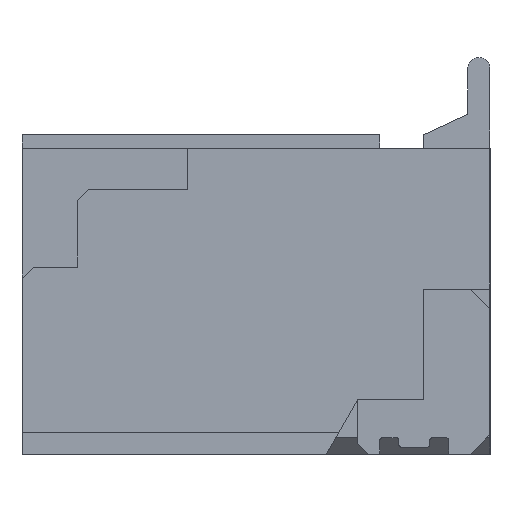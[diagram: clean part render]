
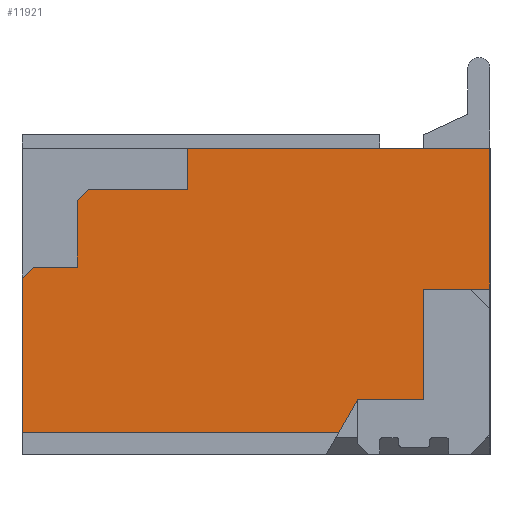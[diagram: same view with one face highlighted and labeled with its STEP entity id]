
A CAD part, left-side view. The second image highlights one B-rep face of the part: STEP entity #11921.
In plain terms, the highlighted planar face has unit normal (-1, 0, 0).
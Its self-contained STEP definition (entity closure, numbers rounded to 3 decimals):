
#372 = EDGE_CURVE ( 'NONE', #2974, #6539, #5235, .T. ) ;
#423 = LINE ( 'NONE', #11598, #4732 ) ;
#535 = DIRECTION ( 'NONE',  ( 0., 0., -1. ) ) ;
#546 = LINE ( 'NONE', #5641, #1606 ) ;
#687 = VERTEX_POINT ( 'NONE', #1937 ) ;
#744 = VERTEX_POINT ( 'NONE', #12507 ) ;
#770 = LINE ( 'NONE', #2654, #852 ) ;
#776 = EDGE_CURVE ( 'NONE', #5198, #6101, #12183, .T. ) ;
#791 = VECTOR ( 'NONE', #12383, 1000. ) ;
#801 = EDGE_CURVE ( 'NONE', #6101, #1268, #8889, .T. ) ;
#852 = VECTOR ( 'NONE', #12769, 1000. ) ;
#911 = LINE ( 'NONE', #1048, #7170 ) ;
#1048 = CARTESIAN_POINT ( 'NONE',  ( -4.5, 0.489, 0.282 ) ) ;
#1059 = EDGE_CURVE ( 'NONE', #10973, #10252, #1127, .T. ) ;
#1127 = LINE ( 'NONE', #8288, #791 ) ;
#1267 = CARTESIAN_POINT ( 'NONE',  ( -4.5, 3.65, 0.95 ) ) ;
#1268 = VERTEX_POINT ( 'NONE', #13180 ) ;
#1321 = CARTESIAN_POINT ( 'NONE',  ( -4.5, 3.75, 0.85 ) ) ;
#1587 = ORIENTED_EDGE ( 'NONE', *, *, #3247, .T. ) ;
#1606 = VECTOR ( 'NONE', #5510, 1000. ) ;
#1868 = ORIENTED_EDGE ( 'NONE', *, *, #5620, .F. ) ;
#1937 = CARTESIAN_POINT ( 'NONE',  ( -4.5, 3.75, 0.25 ) ) ;
#1951 = ORIENTED_EDGE ( 'NONE', *, *, #4964, .F. ) ;
#1981 = CARTESIAN_POINT ( 'NONE',  ( -4.5, 0.6, 0.05 ) ) ;
#2010 = CARTESIAN_POINT ( 'NONE',  ( -4.5, 0., 0.05 ) ) ;
#2189 = CARTESIAN_POINT ( 'NONE',  ( -4.5, 1.2, -0.95 ) ) ;
#2241 = DIRECTION ( 'NONE',  ( -1., 0., 0. ) ) ;
#2654 = CARTESIAN_POINT ( 'NONE',  ( -4.5, 4.25, 1.45 ) ) ;
#2727 = VERTEX_POINT ( 'NONE', #10179 ) ;
#2958 = CARTESIAN_POINT ( 'NONE',  ( -4.5, 0., 0.95 ) ) ;
#2974 = VERTEX_POINT ( 'NONE', #5695 ) ;
#3247 = EDGE_CURVE ( 'NONE', #687, #2727, #8295, .T. ) ;
#3419 = DIRECTION ( 'NONE',  ( 0., 0., 1. ) ) ;
#3486 = EDGE_CURVE ( 'NONE', #8418, #10252, #911, .T. ) ;
#3582 = EDGE_CURVE ( 'NONE', #4653, #687, #6359, .T. ) ;
#3629 = DIRECTION ( 'NONE',  ( 0., 0., -1. ) ) ;
#3689 = CARTESIAN_POINT ( 'NONE',  ( -4.5, 0., 0.05 ) ) ;
#4084 = ORIENTED_EDGE ( 'NONE', *, *, #10064, .F. ) ;
#4432 = VECTOR ( 'NONE', #535, 1000. ) ;
#4457 = EDGE_CURVE ( 'NONE', #2727, #5572, #6965, .T. ) ;
#4567 = ORIENTED_EDGE ( 'NONE', *, *, #3582, .T. ) ;
#4653 = VERTEX_POINT ( 'NONE', #1321 ) ;
#4732 = VECTOR ( 'NONE', #8645, 1000. ) ;
#4748 = VECTOR ( 'NONE', #13238, 1000. ) ;
#4964 = EDGE_CURVE ( 'NONE', #1268, #8418, #10931, .T. ) ;
#5069 = CARTESIAN_POINT ( 'NONE',  ( -4.5, 1.373, -1.25 ) ) ;
#5198 = VERTEX_POINT ( 'NONE', #3689 ) ;
#5235 = LINE ( 'NONE', #2958, #8059 ) ;
#5310 = EDGE_CURVE ( 'NONE', #744, #2974, #546, .T. ) ;
#5347 = DIRECTION ( 'NONE',  ( 0., 1., 0. ) ) ;
#5510 = DIRECTION ( 'NONE',  ( 0., 0., -1. ) ) ;
#5526 = CARTESIAN_POINT ( 'NONE',  ( -4.5, 0., 1.33 ) ) ;
#5572 = VERTEX_POINT ( 'NONE', #7762 ) ;
#5620 = EDGE_CURVE ( 'NONE', #8101, #5198, #7568, .T. ) ;
#5641 = CARTESIAN_POINT ( 'NONE',  ( -4.5, 2.75, 0. ) ) ;
#5695 = CARTESIAN_POINT ( 'NONE',  ( -4.5, 2.75, 0.95 ) ) ;
#6057 = DIRECTION ( 'NONE',  ( 0., 1., 0. ) ) ;
#6060 = ORIENTED_EDGE ( 'NONE', *, *, #9720, .F. ) ;
#6101 = VERTEX_POINT ( 'NONE', #1981 ) ;
#6275 = PLANE ( 'NONE',  #8372 ) ;
#6307 = CARTESIAN_POINT ( 'NONE',  ( -4.5, 0., 0.25 ) ) ;
#6359 = LINE ( 'NONE', #6599, #7368 ) ;
#6539 = VERTEX_POINT ( 'NONE', #1267 ) ;
#6599 = CARTESIAN_POINT ( 'NONE',  ( -4.5, 3.75, 0. ) ) ;
#6965 = LINE ( 'NONE', #8146, #8986 ) ;
#7170 = VECTOR ( 'NONE', #9225, 1000. ) ;
#7368 = VECTOR ( 'NONE', #3629, 1000. ) ;
#7436 = ORIENTED_EDGE ( 'NONE', *, *, #5310, .T. ) ;
#7568 = LINE ( 'NONE', #9692, #8402 ) ;
#7762 = CARTESIAN_POINT ( 'NONE',  ( -4.5, 4.25, 0.15 ) ) ;
#8029 = DIRECTION ( 'NONE',  ( 0., 1., 0. ) ) ;
#8059 = VECTOR ( 'NONE', #6057, 1000. ) ;
#8101 = VERTEX_POINT ( 'NONE', #5526 ) ;
#8129 = CARTESIAN_POINT ( 'NONE',  ( -4.5, 0., -0.95 ) ) ;
#8139 = LINE ( 'NONE', #13120, #11118 ) ;
#8146 = CARTESIAN_POINT ( 'NONE',  ( -4.5, 2.2, 2.2 ) ) ;
#8288 = CARTESIAN_POINT ( 'NONE',  ( -4.5, 0., -1.25 ) ) ;
#8295 = LINE ( 'NONE', #6307, #11605 ) ;
#8372 = AXIS2_PLACEMENT_3D ( 'NONE', #12613, #2241, #3419 ) ;
#8402 = VECTOR ( 'NONE', #12795, 1000. ) ;
#8418 = VERTEX_POINT ( 'NONE', #2189 ) ;
#8554 = ORIENTED_EDGE ( 'NONE', *, *, #801, .F. ) ;
#8645 = DIRECTION ( 'NONE',  ( 0., -1., 0. ) ) ;
#8679 = ORIENTED_EDGE ( 'NONE', *, *, #3486, .F. ) ;
#8889 = LINE ( 'NONE', #10901, #4432 ) ;
#8986 = VECTOR ( 'NONE', #10208, 1000. ) ;
#9225 = DIRECTION ( 'NONE',  ( 0., 0.5, -0.866 ) ) ;
#9265 = EDGE_LOOP ( 'NONE', ( #4084, #12132, #8679, #1951, #8554, #11475, #1868, #6060, #7436, #13213, #13017, #4567, #1587, #12993 ) ) ;
#9554 = VECTOR ( 'NONE', #8029, 1000. ) ;
#9692 = CARTESIAN_POINT ( 'NONE',  ( -4.5, 0., 1.33 ) ) ;
#9720 = EDGE_CURVE ( 'NONE', #744, #8101, #423, .T. ) ;
#10064 = EDGE_CURVE ( 'NONE', #10973, #5572, #770, .T. ) ;
#10071 = DIRECTION ( 'NONE',  ( 0., 0.707, -0.707 ) ) ;
#10179 = CARTESIAN_POINT ( 'NONE',  ( -4.5, 4.15, 0.25 ) ) ;
#10208 = DIRECTION ( 'NONE',  ( 0., 0.707, -0.707 ) ) ;
#10229 = EDGE_CURVE ( 'NONE', #6539, #4653, #8139, .T. ) ;
#10252 = VERTEX_POINT ( 'NONE', #5069 ) ;
#10520 = FACE_OUTER_BOUND ( 'NONE', #9265, .T. ) ;
#10901 = CARTESIAN_POINT ( 'NONE',  ( -4.5, 0.6, 0. ) ) ;
#10931 = LINE ( 'NONE', #8129, #4748 ) ;
#10973 = VERTEX_POINT ( 'NONE', #11176 ) ;
#11118 = VECTOR ( 'NONE', #10071, 1000. ) ;
#11176 = CARTESIAN_POINT ( 'NONE',  ( -4.5, 4.25, -1.25 ) ) ;
#11475 = ORIENTED_EDGE ( 'NONE', *, *, #776, .F. ) ;
#11598 = CARTESIAN_POINT ( 'NONE',  ( -4.5, 1., 1.33 ) ) ;
#11605 = VECTOR ( 'NONE', #5347, 1000. ) ;
#11921 = ADVANCED_FACE ( 'NONE', ( #10520 ), #6275, .T. ) ;
#12132 = ORIENTED_EDGE ( 'NONE', *, *, #1059, .T. ) ;
#12183 = LINE ( 'NONE', #2010, #9554 ) ;
#12383 = DIRECTION ( 'NONE',  ( 0., -1., 0. ) ) ;
#12507 = CARTESIAN_POINT ( 'NONE',  ( -4.5, 2.75, 1.33 ) ) ;
#12613 = CARTESIAN_POINT ( 'NONE',  ( -4.5, 0., 0. ) ) ;
#12769 = DIRECTION ( 'NONE',  ( 0., 0., 1. ) ) ;
#12795 = DIRECTION ( 'NONE',  ( 0., 0., -1. ) ) ;
#12993 = ORIENTED_EDGE ( 'NONE', *, *, #4457, .T. ) ;
#13017 = ORIENTED_EDGE ( 'NONE', *, *, #10229, .T. ) ;
#13120 = CARTESIAN_POINT ( 'NONE',  ( -4.5, 2.3, 2.3 ) ) ;
#13180 = CARTESIAN_POINT ( 'NONE',  ( -4.5, 0.6, -0.95 ) ) ;
#13213 = ORIENTED_EDGE ( 'NONE', *, *, #372, .T. ) ;
#13238 = DIRECTION ( 'NONE',  ( 0., 1., 0. ) ) ;
